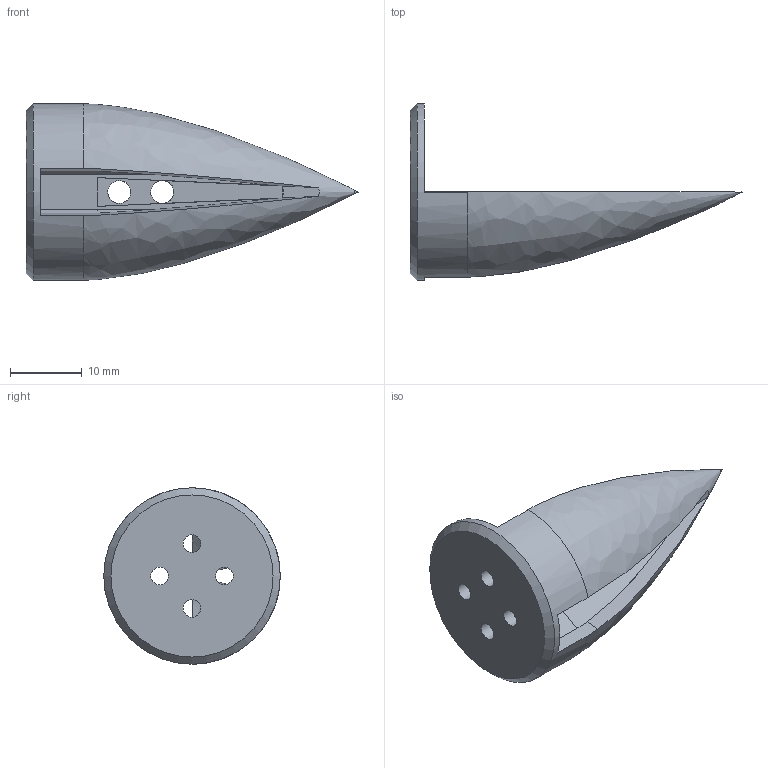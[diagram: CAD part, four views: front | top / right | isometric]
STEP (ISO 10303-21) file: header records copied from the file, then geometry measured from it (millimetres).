
FILE_DESCRIPTION(/* description */ (''),/* implementation_level */ '2;1');
FILE_NAME(/* name */ 'Motor_Mount_Bottom.stp',/* time_stamp */ '2024-09-25T14:51:47+02:00',/* author */ ('Rayde Kruger'),/* organization */ (''),/* preprocessor_version */ 'ST-DEVELOPER v20',/* originating_system */ 'Autodesk Inventor 2025',/* authorisation */ '');
FILE_SCHEMA (('AUTOMOTIVE_DESIGN { 1 0 10303 214 3 1 1 }'));
Length unit declared in the file: millimetre
Products named in the file (1): Motor_Mount_Clip_on
Bounding box: 46.22 x 24.57 x 24.57 mm (x, y, z)
Volume: 3548.5 mm3; surface area: 4193.5 mm2
Topology: 2 solids, 2 shells, 57 faces, 176 edges, 116 vertices
Faces by surface type: plane 35, cylinder 11, bspline 6, cone 5
Full cylindrical faces by diameter (mm): 2.459 x4, 3.2 x2, 24.572 x1
Entity records: 2779 total; most frequent: CARTESIAN_POINT 1282, ORIENTED_EDGE 344, DIRECTION 246, EDGE_CURVE 172, VERTEX_POINT 115, AXIS2_PLACEMENT_3D 87, LINE 72, VECTOR 72
